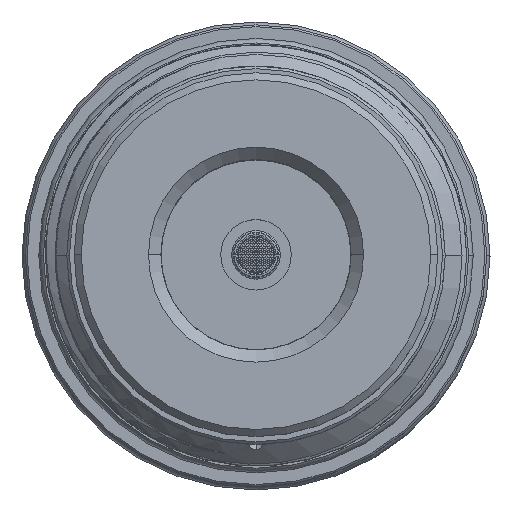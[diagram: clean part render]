
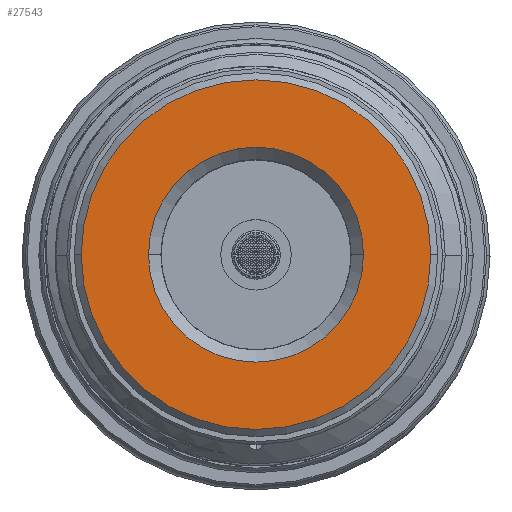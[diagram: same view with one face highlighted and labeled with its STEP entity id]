
A CAD part, top view. The second image highlights one B-rep face of the part: STEP entity #27543.
In plain terms, the highlighted planar face has unit normal (0, 0, 1).
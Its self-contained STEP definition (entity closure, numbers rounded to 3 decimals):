
#182 = AXIS2_PLACEMENT_3D ( 'NONE', #37984, #29717, #34356 ) ;
#244 = CARTESIAN_POINT ( 'NONE',  ( -12.2, 0., 85.713 ) ) ;
#692 = DIRECTION ( 'NONE',  ( -1., 0., 0. ) ) ;
#1648 = DIRECTION ( 'NONE',  ( 0., 0., -1. ) ) ;
#3614 = CIRCLE ( 'NONE', #23816, 19.84 ) ;
#4159 = ORIENTED_EDGE ( 'NONE', *, *, #4419, .F. ) ;
#4419 = EDGE_CURVE ( 'NONE', #48384, #45400, #3614, .T. ) ;
#7846 = CARTESIAN_POINT ( 'NONE',  ( 12.2, 0., 85.713 ) ) ;
#10363 = CARTESIAN_POINT ( 'NONE',  ( 0., 0., 85.713 ) ) ;
#13057 = DIRECTION ( 'NONE',  ( 1., 0., 0. ) ) ;
#15279 = CARTESIAN_POINT ( 'NONE',  ( -19.84, 0., 85.713 ) ) ;
#17069 = ORIENTED_EDGE ( 'NONE', *, *, #38211, .F. ) ;
#17670 = AXIS2_PLACEMENT_3D ( 'NONE', #39206, #25767, #13057 ) ;
#18608 = FACE_BOUND ( 'NONE', #54291, .T. ) ;
#23392 = DIRECTION ( 'NONE',  ( 1., 0., 0. ) ) ;
#23816 = AXIS2_PLACEMENT_3D ( 'NONE', #10363, #1648, #24027 ) ;
#24027 = DIRECTION ( 'NONE',  ( -1., 0., 0. ) ) ;
#24243 = AXIS2_PLACEMENT_3D ( 'NONE', #27612, #49508, #23392 ) ;
#25767 = DIRECTION ( 'NONE',  ( 0., 0., 1. ) ) ;
#27543 = ADVANCED_FACE ( 'NONE', ( #48155, #18608 ), #46027, .F. ) ;
#27612 = CARTESIAN_POINT ( 'NONE',  ( 0., 0., 85.713 ) ) ;
#29717 = DIRECTION ( 'NONE',  ( 0., 0., -1. ) ) ;
#30429 = CIRCLE ( 'NONE', #44081, 19.84 ) ;
#30494 = EDGE_CURVE ( 'NONE', #45400, #48384, #30429, .T. ) ;
#34280 = CIRCLE ( 'NONE', #17670, 12.2 ) ;
#34356 = DIRECTION ( 'NONE',  ( -1., 0., 0. ) ) ;
#36889 = VERTEX_POINT ( 'NONE', #244 ) ;
#37984 = CARTESIAN_POINT ( 'NONE',  ( 0., 0., 85.713 ) ) ;
#38211 = EDGE_CURVE ( 'NONE', #36889, #40360, #48184, .T. ) ;
#39206 = CARTESIAN_POINT ( 'NONE',  ( 0., 0., 85.713 ) ) ;
#40360 = VERTEX_POINT ( 'NONE', #7846 ) ;
#41488 = CARTESIAN_POINT ( 'NONE',  ( 19.84, 0., 85.713 ) ) ;
#43057 = EDGE_LOOP ( 'NONE', ( #4159, #48095 ) ) ;
#43239 = EDGE_CURVE ( 'NONE', #40360, #36889, #34280, .T. ) ;
#44081 = AXIS2_PLACEMENT_3D ( 'NONE', #53211, #44915, #692 ) ;
#44915 = DIRECTION ( 'NONE',  ( 0., 0., -1. ) ) ;
#45400 = VERTEX_POINT ( 'NONE', #41488 ) ;
#46027 = PLANE ( 'NONE',  #182 ) ;
#48095 = ORIENTED_EDGE ( 'NONE', *, *, #30494, .F. ) ;
#48155 = FACE_OUTER_BOUND ( 'NONE', #43057, .T. ) ;
#48184 = CIRCLE ( 'NONE', #24243, 12.2 ) ;
#48384 = VERTEX_POINT ( 'NONE', #15279 ) ;
#49508 = DIRECTION ( 'NONE',  ( 0., 0., 1. ) ) ;
#52464 = ORIENTED_EDGE ( 'NONE', *, *, #43239, .F. ) ;
#53211 = CARTESIAN_POINT ( 'NONE',  ( 0., 0., 85.713 ) ) ;
#54291 = EDGE_LOOP ( 'NONE', ( #52464, #17069 ) ) ;
